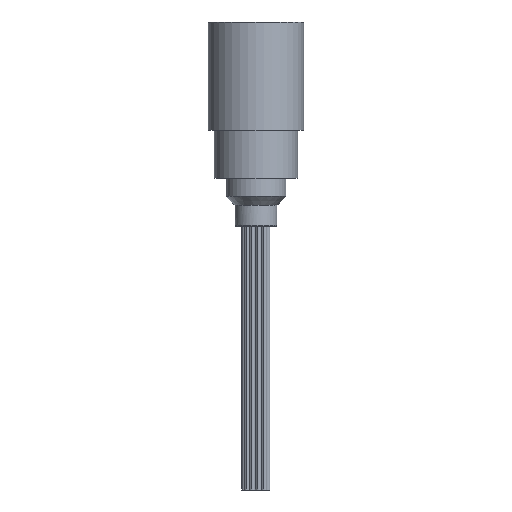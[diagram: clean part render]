
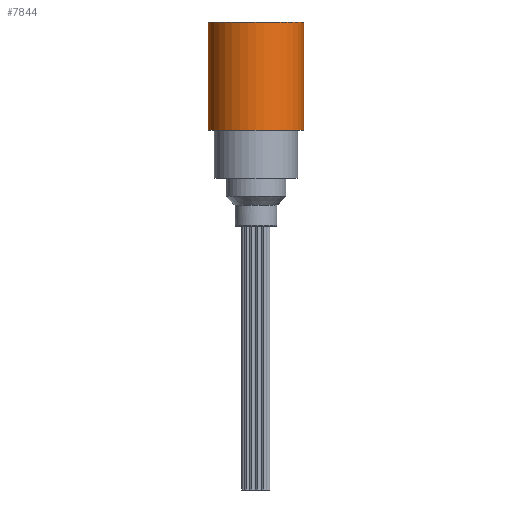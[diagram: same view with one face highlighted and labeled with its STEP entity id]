
A CAD part, front view. The second image highlights one B-rep face of the part: STEP entity #7844.
In plain terms, the highlighted cylindrical face has radius 12.7 mm (diameter 25.4 mm), a full revolution.
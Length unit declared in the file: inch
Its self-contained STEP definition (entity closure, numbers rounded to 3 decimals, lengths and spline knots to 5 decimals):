
#483=CYLINDRICAL_SURFACE('',#8618,0.5);
#916=FACE_OUTER_BOUND('',#1385,.T.);
#1385=EDGE_LOOP('',(#6879,#6880,#6881,#6882,#6883,#6884));
#1833=CIRCLE('',#8619,0.5);
#1834=CIRCLE('',#8620,0.5);
#1835=CIRCLE('',#8621,0.5);
#1836=CIRCLE('',#8622,0.5);
#2396=LINE('',#18161,#2954);
#2954=VECTOR('',#10690,0.5);
#3727=VERTEX_POINT('',#18157);
#3728=VERTEX_POINT('',#18158);
#3729=VERTEX_POINT('',#18160);
#3730=VERTEX_POINT('',#18162);
#4859=EDGE_CURVE('',#3727,#3728,#1833,.T.);
#4860=EDGE_CURVE('',#3728,#3729,#2396,.T.);
#4861=EDGE_CURVE('',#3730,#3729,#1834,.T.);
#4862=EDGE_CURVE('',#3729,#3730,#1835,.T.);
#4863=EDGE_CURVE('',#3728,#3727,#1836,.T.);
#6879=ORIENTED_EDGE('',*,*,#4859,.T.);
#6880=ORIENTED_EDGE('',*,*,#4860,.T.);
#6881=ORIENTED_EDGE('',*,*,#4861,.F.);
#6882=ORIENTED_EDGE('',*,*,#4862,.F.);
#6883=ORIENTED_EDGE('',*,*,#4860,.F.);
#6884=ORIENTED_EDGE('',*,*,#4863,.T.);
#7844=ADVANCED_FACE('',(#916),#483,.T.);
#8618=AXIS2_PLACEMENT_3D('',#18156,#10686,#10687);
#8619=AXIS2_PLACEMENT_3D('',#18159,#10688,#10689);
#8620=AXIS2_PLACEMENT_3D('',#18163,#10691,#10692);
#8621=AXIS2_PLACEMENT_3D('',#18164,#10693,#10694);
#8622=AXIS2_PLACEMENT_3D('',#18165,#10695,#10696);
#10686=DIRECTION('center_axis',(0.,0.,1.));
#10687=DIRECTION('ref_axis',(1.,0.,0.));
#10688=DIRECTION('center_axis',(0.,0.,-1.));
#10689=DIRECTION('ref_axis',(-1.,0.,0.));
#10690=DIRECTION('',(0.,0.,-1.));
#10691=DIRECTION('center_axis',(0.,0.,-1.));
#10692=DIRECTION('ref_axis',(-1.,0.,0.));
#10693=DIRECTION('center_axis',(0.,0.,-1.));
#10694=DIRECTION('ref_axis',(-1.,0.,0.));
#10695=DIRECTION('center_axis',(0.,0.,-1.));
#10696=DIRECTION('ref_axis',(-1.,0.,0.));
#18156=CARTESIAN_POINT('Origin',(0.,0.,-1.125));
#18157=CARTESIAN_POINT('',(0.5,0.,0.));
#18158=CARTESIAN_POINT('',(-0.5,0.,0.));
#18159=CARTESIAN_POINT('Origin',(0.,0.,0.));
#18160=CARTESIAN_POINT('',(-0.5,0.,-1.125));
#18161=CARTESIAN_POINT('',(-0.5,0.,-1.125));
#18162=CARTESIAN_POINT('',(0.5,0.,-1.125));
#18163=CARTESIAN_POINT('Origin',(0.,0.,-1.125));
#18164=CARTESIAN_POINT('Origin',(0.,0.,-1.125));
#18165=CARTESIAN_POINT('Origin',(0.,0.,0.));
